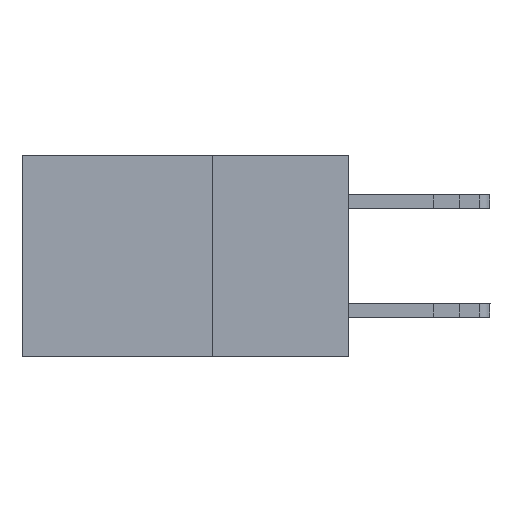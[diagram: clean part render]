
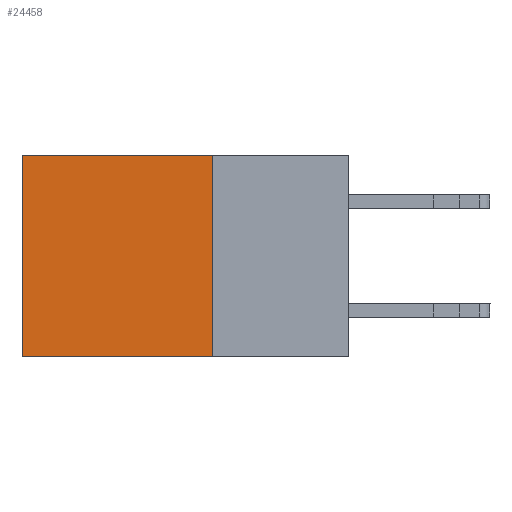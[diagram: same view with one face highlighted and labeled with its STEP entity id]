
A CAD part, left-side view. The second image highlights one B-rep face of the part: STEP entity #24458.
In plain terms, the highlighted planar face has unit normal (-1, 0, 0).
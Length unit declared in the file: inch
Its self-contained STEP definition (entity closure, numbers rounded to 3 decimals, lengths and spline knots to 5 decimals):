
#153 = DIRECTION ( 'NONE',  ( 0., 1., 0. ) ) ;
#221 = VECTOR ( 'NONE', #153, 39.37008 ) ;
#338 = CARTESIAN_POINT ( 'NONE',  ( 0.298, 0.25, -0.37 ) ) ;
#370 = VERTEX_POINT ( 'NONE', #4455 ) ;
#1018 = DIRECTION ( 'NONE',  ( 0., 1., 0. ) ) ;
#1386 = VECTOR ( 'NONE', #26764, 39.37008 ) ;
#2304 = CARTESIAN_POINT ( 'NONE',  ( 0.298, 0.6, -0.37 ) ) ;
#2332 = AXIS2_PLACEMENT_3D ( 'NONE', #9782, #24523, #11920 ) ;
#2655 = EDGE_CURVE ( 'NONE', #16755, #370, #20400, .T. ) ;
#4455 = CARTESIAN_POINT ( 'NONE',  ( 0.298, 0.6, 0. ) ) ;
#4572 = LINE ( 'NONE', #338, #221 ) ;
#5575 = PLANE ( 'NONE',  #2332 ) ;
#7053 = LINE ( 'NONE', #22585, #1386 ) ;
#8068 = VECTOR ( 'NONE', #8718, 39.37008 ) ;
#8336 = ORIENTED_EDGE ( 'NONE', *, *, #8478, .F. ) ;
#8478 = EDGE_CURVE ( 'NONE', #17839, #17477, #4572, .T. ) ;
#8718 = DIRECTION ( 'NONE',  ( 0., 0., -1. ) ) ;
#9782 = CARTESIAN_POINT ( 'NONE',  ( 0.298, 0.25, 0. ) ) ;
#10758 = CARTESIAN_POINT ( 'NONE',  ( 0.298, 0.6, 0. ) ) ;
#11920 = DIRECTION ( 'NONE',  ( 0., 0., -1. ) ) ;
#12139 = CARTESIAN_POINT ( 'NONE',  ( 0.298, 0.25, 0. ) ) ;
#13271 = EDGE_CURVE ( 'NONE', #16755, #17839, #7053, .T. ) ;
#13645 = LINE ( 'NONE', #10758, #8068 ) ;
#16610 = EDGE_LOOP ( 'NONE', ( #20676, #8336, #21661, #25211 ) ) ;
#16755 = VERTEX_POINT ( 'NONE', #12139 ) ;
#17477 = VERTEX_POINT ( 'NONE', #2304 ) ;
#17839 = VERTEX_POINT ( 'NONE', #21836 ) ;
#19150 = EDGE_CURVE ( 'NONE', #370, #17477, #13645, .T. ) ;
#20400 = LINE ( 'NONE', #26694, #26398 ) ;
#20676 = ORIENTED_EDGE ( 'NONE', *, *, #19150, .T. ) ;
#21661 = ORIENTED_EDGE ( 'NONE', *, *, #13271, .F. ) ;
#21836 = CARTESIAN_POINT ( 'NONE',  ( 0.298, 0.25, -0.37 ) ) ;
#22585 = CARTESIAN_POINT ( 'NONE',  ( 0.298, 0.25, 0. ) ) ;
#24458 = ADVANCED_FACE ( 'NONE', ( #25613 ), #5575, .F. ) ;
#24523 = DIRECTION ( 'NONE',  ( 1., 0., 0. ) ) ;
#25211 = ORIENTED_EDGE ( 'NONE', *, *, #2655, .T. ) ;
#25613 = FACE_OUTER_BOUND ( 'NONE', #16610, .T. ) ;
#26398 = VECTOR ( 'NONE', #1018, 39.37008 ) ;
#26694 = CARTESIAN_POINT ( 'NONE',  ( 0.298, 0.25, 0. ) ) ;
#26764 = DIRECTION ( 'NONE',  ( 0., 0., -1. ) ) ;
